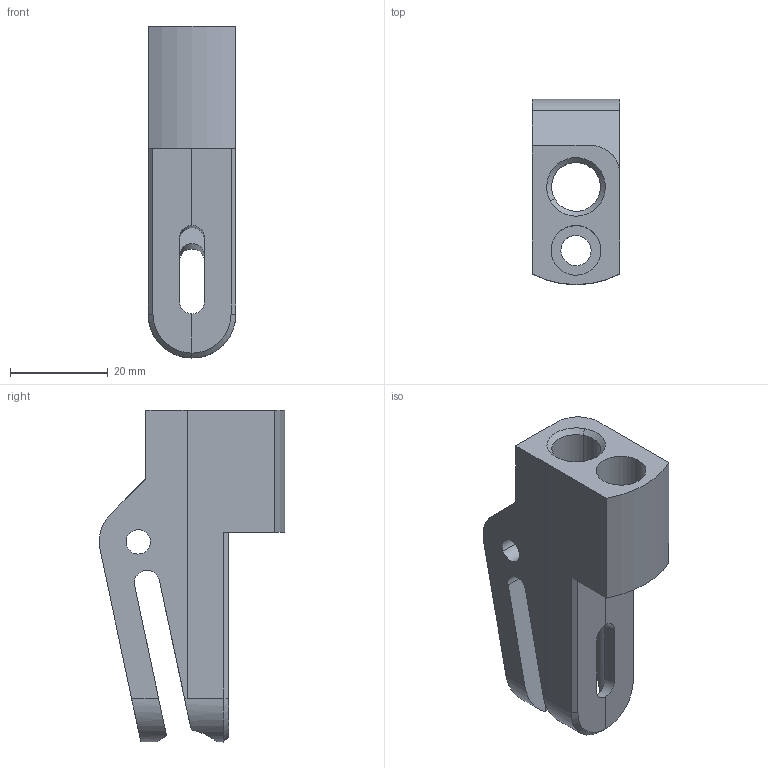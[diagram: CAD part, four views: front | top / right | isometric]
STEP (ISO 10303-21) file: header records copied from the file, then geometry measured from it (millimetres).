
FILE_DESCRIPTION(('CATIA V5 STEP Exchange'),'2;1');
FILE_NAME('Base charniere CH alu male AR - 04 Centrage D10.stp','2017-05-20T10:15:39+00:00',('none'),('none'),'CATIA Version 5 Release 16 (IN-10)','CATIA V5 STEP AP203','none');
FILE_SCHEMA(('CONFIG_CONTROL_DESIGN'));
Length unit declared in the file: millimetre
Products named in the file (1): Base charniere CH alu male AR - 04 Centrage D10
Bounding box: 18 x 37.99 x 68 mm (x, y, z)
Volume: 17593.3 mm3; surface area: 9977.6 mm2
Topology: 1 solids, 1 shells, 48 faces, 137 edges, 90 vertices
Faces by surface type: plane 23, cylinder 21, cone 4
Entity records: 1687 total; most frequent: CARTESIAN_POINT 480, ORIENTED_EDGE 274, DIRECTION 179, EDGE_CURVE 137, VERTEX_POINT 90, VECTOR 79, LINE 79, AXIS2_PLACEMENT_3D 69
